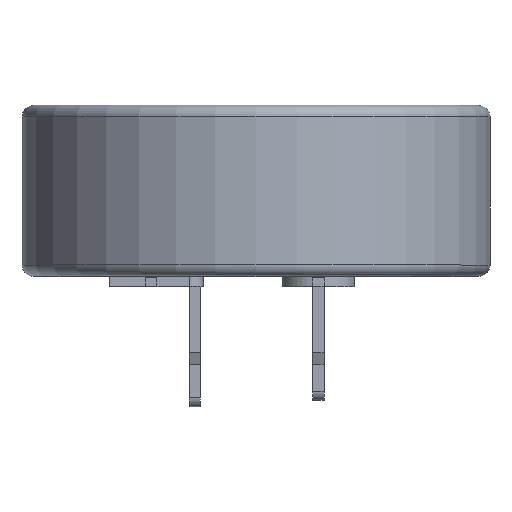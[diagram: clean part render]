
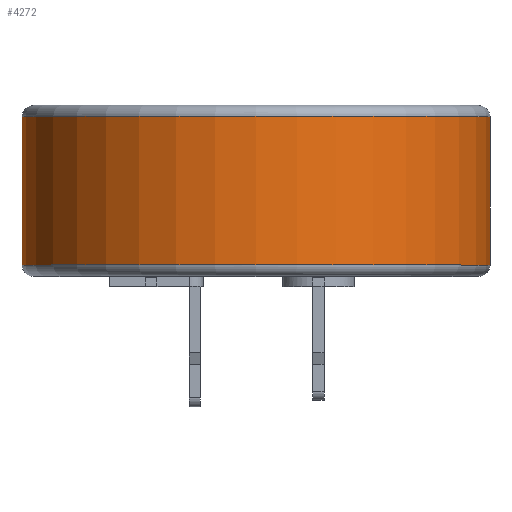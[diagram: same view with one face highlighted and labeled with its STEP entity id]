
A CAD part, top view. The second image highlights one B-rep face of the part: STEP entity #4272.
In plain terms, the highlighted cylindrical face has radius 10.4 mm (diameter 20.8 mm), a full revolution.
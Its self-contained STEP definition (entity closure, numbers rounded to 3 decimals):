
#259 = CARTESIAN_POINT ( 'NONE',  ( 0., -0.1, 0. ) ) ;
#286 = EDGE_LOOP ( 'NONE', ( #957 ) ) ;
#615 = AXIS2_PLACEMENT_3D ( 'NONE', #1701, #1392, #4376 ) ;
#662 = EDGE_LOOP ( 'NONE', ( #835 ) ) ;
#791 = CARTESIAN_POINT ( 'NONE',  ( 0., 6.5, 0. ) ) ;
#835 = ORIENTED_EDGE ( 'NONE', *, *, #2720, .F. ) ;
#956 = FACE_OUTER_BOUND ( 'NONE', #662, .T. ) ;
#957 = ORIENTED_EDGE ( 'NONE', *, *, #2389, .T. ) ;
#1025 = CIRCLE ( 'NONE', #4642, 10.4 ) ;
#1107 = AXIS2_PLACEMENT_3D ( 'NONE', #791, #3453, #2735 ) ;
#1198 = FACE_OUTER_BOUND ( 'NONE', #286, .T. ) ;
#1392 = DIRECTION ( 'NONE',  ( 0., 1., 0. ) ) ;
#1701 = CARTESIAN_POINT ( 'NONE',  ( 0., 8.51, 0. ) ) ;
#1827 = DIRECTION ( 'NONE',  ( 0., 1., 0. ) ) ;
#2205 = DIRECTION ( 'NONE',  ( 0., 0., 1. ) ) ;
#2389 = EDGE_CURVE ( 'NONE', #4610, #4610, #1025, .T. ) ;
#2416 = VERTEX_POINT ( 'NONE', #4212 ) ;
#2720 = EDGE_CURVE ( 'NONE', #2416, #2416, #3249, .T. ) ;
#2735 = DIRECTION ( 'NONE',  ( 0., 0., 1. ) ) ;
#3249 = CIRCLE ( 'NONE', #1107, 10.4 ) ;
#3453 = DIRECTION ( 'NONE',  ( 0., 1., 0. ) ) ;
#4212 = CARTESIAN_POINT ( 'NONE',  ( 0., 6.5, 10.4 ) ) ;
#4272 = ADVANCED_FACE ( 'NONE', ( #1198, #956 ), #4742, .T. ) ;
#4376 = DIRECTION ( 'NONE',  ( 0., 0., 1. ) ) ;
#4586 = CARTESIAN_POINT ( 'NONE',  ( 0., -0.1, 10.4 ) ) ;
#4610 = VERTEX_POINT ( 'NONE', #4586 ) ;
#4642 = AXIS2_PLACEMENT_3D ( 'NONE', #259, #1827, #2205 ) ;
#4742 = CYLINDRICAL_SURFACE ( 'NONE', #615, 10.4 ) ;
